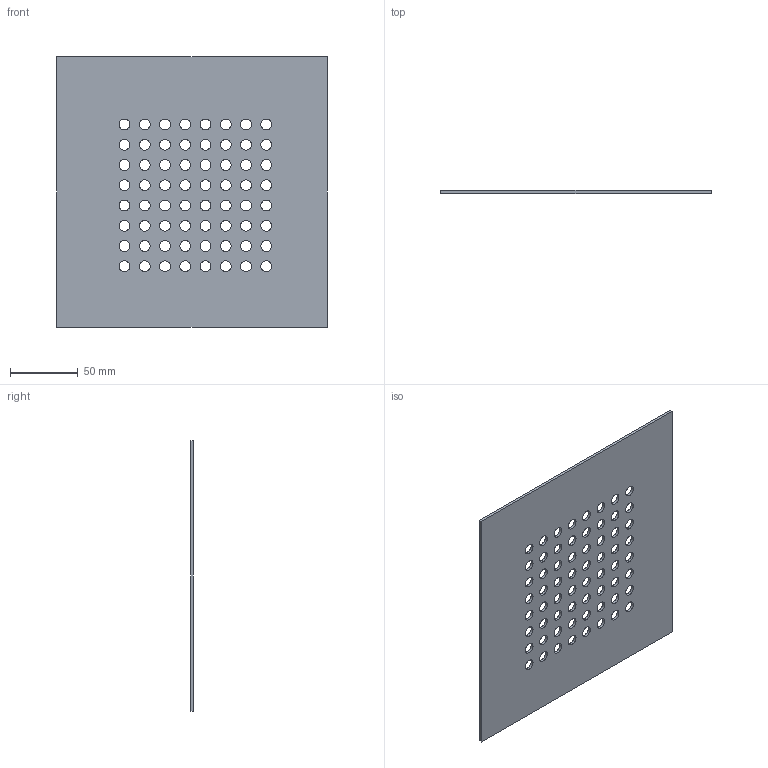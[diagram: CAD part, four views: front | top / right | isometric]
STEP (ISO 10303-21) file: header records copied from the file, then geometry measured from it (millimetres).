
FILE_DESCRIPTION(/* description */ ('STEP AP214'),/* implementation_level */ '2;1');
FILE_NAME(/* name */ '68d028eb8cb506f2ee6fad0f',/* time_stamp */ '2025-09-21T16:33:48Z',/* author */ (''),/* organization */ (''),/* preprocessor_version */ 'ST-DEVELOPER v20',/* originating_system */ 'ONSHAPE BY PTC INC, 1.204',/* authorisation */ ' ');
FILE_SCHEMA (('AUTOMOTIVE_DESIGN {1 0 10303 214 3 1 1}'));
Length unit declared in the file: metre
Products named in the file (1): Part 1
Bounding box: 200 x 2 x 200 mm (x, y, z)
Volume: 73566 mm3; surface area: 78383 mm2
Topology: 1 solids, 1 shells, 70 faces, 204 edges, 136 vertices
Faces by surface type: cylinder 64, plane 6
Full cylindrical faces by diameter (mm): 8 x64
Entity records: 2362 total; most frequent: DIRECTION 410, CARTESIAN_POINT 347, ORIENTED_EDGE 280, EDGE_LOOP 262, FACE_BOUND 262, AXIS2_PLACEMENT_3D 199, EDGE_CURVE 140, VERTEX_POINT 136
